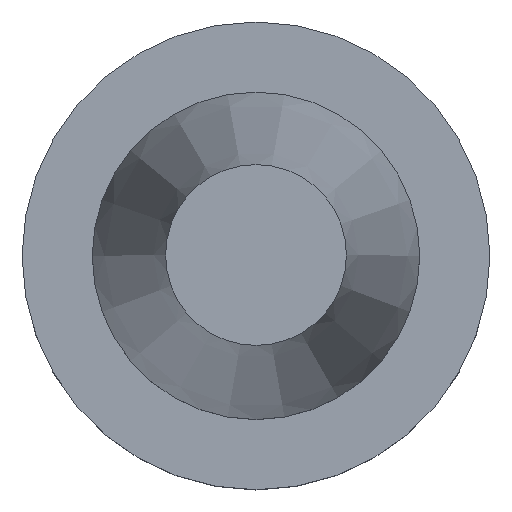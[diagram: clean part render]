
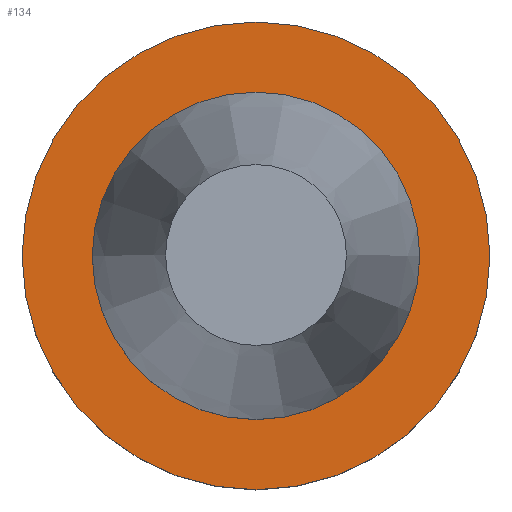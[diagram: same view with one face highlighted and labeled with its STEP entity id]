
A CAD part, top view. The second image highlights one B-rep face of the part: STEP entity #134.
In plain terms, the highlighted planar face has unit normal (0, 0, 1).
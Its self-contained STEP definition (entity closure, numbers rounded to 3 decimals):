
#17 = EDGE_CURVE ( 'NONE', #133, #133, #144, .T. ) ;
#32 = CARTESIAN_POINT ( 'NONE',  ( 0., 0., -3.175 ) ) ;
#50 = DIRECTION ( 'NONE',  ( -1., 0., 0. ) ) ;
#76 = CARTESIAN_POINT ( 'NONE',  ( 22.225, 0., -3.175 ) ) ;
#77 = DIRECTION ( 'NONE',  ( 0., 0., -1. ) ) ;
#78 = AXIS2_PLACEMENT_3D ( 'NONE', #354, #77, #50 ) ;
#133 = VERTEX_POINT ( 'NONE', #136 ) ;
#134 = ADVANCED_FACE ( 'NONE', ( #192, #135 ), #228, .F. ) ;
#135 = FACE_OUTER_BOUND ( 'NONE', #155, .T. ) ;
#136 = CARTESIAN_POINT ( 'NONE',  ( 31.75, 0., -3.175 ) ) ;
#144 = CIRCLE ( 'NONE', #243, 31.75 ) ;
#155 = EDGE_LOOP ( 'NONE', ( #220 ) ) ;
#182 = CARTESIAN_POINT ( 'NONE',  ( 0., 0., -3.175 ) ) ;
#184 = DIRECTION ( 'NONE',  ( 1., 0., 0. ) ) ;
#192 = FACE_BOUND ( 'NONE', #337, .T. ) ;
#198 = DIRECTION ( 'NONE',  ( 1., 0., 0. ) ) ;
#220 = ORIENTED_EDGE ( 'NONE', *, *, #17, .T. ) ;
#228 = PLANE ( 'NONE',  #78 ) ;
#243 = AXIS2_PLACEMENT_3D ( 'NONE', #182, #306, #198 ) ;
#248 = ORIENTED_EDGE ( 'NONE', *, *, #251, .F. ) ;
#249 = VERTEX_POINT ( 'NONE', #76 ) ;
#251 = EDGE_CURVE ( 'NONE', #249, #249, #260, .T. ) ;
#260 = CIRCLE ( 'NONE', #330, 22.225 ) ;
#274 = DIRECTION ( 'NONE',  ( 0., 0., 1. ) ) ;
#306 = DIRECTION ( 'NONE',  ( 0., 0., 1. ) ) ;
#330 = AXIS2_PLACEMENT_3D ( 'NONE', #32, #274, #184 ) ;
#337 = EDGE_LOOP ( 'NONE', ( #248 ) ) ;
#354 = CARTESIAN_POINT ( 'NONE',  ( 0., 31.75, -3.175 ) ) ;
